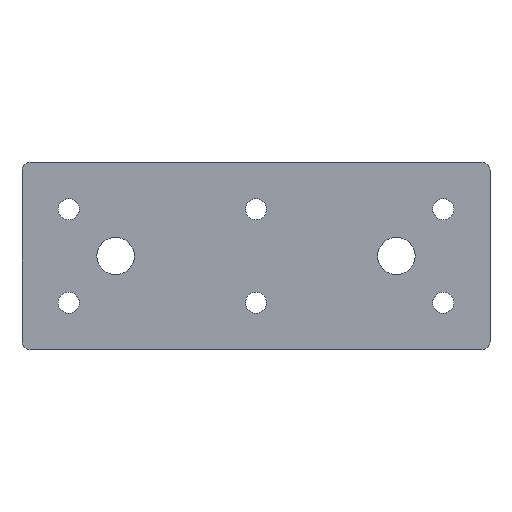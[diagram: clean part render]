
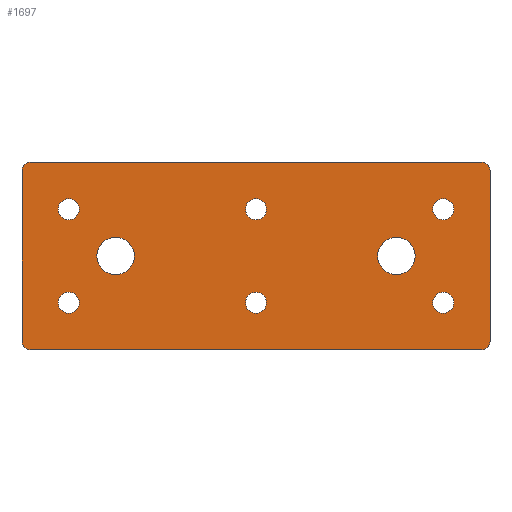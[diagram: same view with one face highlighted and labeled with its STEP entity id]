
A CAD part, top view. The second image highlights one B-rep face of the part: STEP entity #1697.
In plain terms, the highlighted planar face has unit normal (0, 0, 1).
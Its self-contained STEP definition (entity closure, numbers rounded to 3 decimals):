
#132=CARTESIAN_POINT('',(144.5,-20.,65.));
#133=VERTEX_POINT('',#132);
#149=CARTESIAN_POINT('',(135.5,-20.,65.));
#150=VERTEX_POINT('',#149);
#157=CARTESIAN_POINT('',(140.0,-20.0,65.));
#158=DIRECTION('',(0.0,0.0,-1.0));
#159=DIRECTION('',(1.0,0.0,0.0));
#160=AXIS2_PLACEMENT_3D('',#157,#158,#159);
#161=CIRCLE('',#160,4.5);
#162=EDGE_CURVE('',#133,#150,#161,.T.);
#216=CARTESIAN_POINT('',(144.5,20.,65.));
#217=VERTEX_POINT('',#216);
#233=CARTESIAN_POINT('',(135.5,20.,65.0));
#234=VERTEX_POINT('',#233);
#241=CARTESIAN_POINT('',(140.0,20.0,65.));
#242=DIRECTION('',(0.0,0.0,-1.0));
#243=DIRECTION('',(1.0,0.0,0.0));
#244=AXIS2_PLACEMENT_3D('',#241,#242,#243);
#245=CIRCLE('',#244,4.5);
#246=EDGE_CURVE('',#217,#234,#245,.T.);
#300=CARTESIAN_POINT('',(128.0,0.,65.));
#301=VERTEX_POINT('',#300);
#317=CARTESIAN_POINT('',(112.0,0.,65.));
#318=VERTEX_POINT('',#317);
#325=CARTESIAN_POINT('',(120.0,0.,65.));
#326=DIRECTION('',(0.0,0.0,-1.0));
#327=DIRECTION('',(1.0,0.0,0.0));
#328=AXIS2_PLACEMENT_3D('',#325,#326,#327);
#329=CIRCLE('',#328,8.0);
#330=EDGE_CURVE('',#301,#318,#329,.T.);
#363=CARTESIAN_POINT('',(-24.5,-20.,65.));
#364=VERTEX_POINT('',#363);
#380=CARTESIAN_POINT('',(-15.5,-20.,65.));
#381=VERTEX_POINT('',#380);
#388=CARTESIAN_POINT('',(-20.0,-20.0,65.));
#389=DIRECTION('',(0.0,0.0,1.0));
#390=DIRECTION('',(-1.0,0.0,0.0));
#391=AXIS2_PLACEMENT_3D('',#388,#389,#390);
#392=CIRCLE('',#391,4.5);
#393=EDGE_CURVE('',#381,#364,#392,.T.);
#489=CARTESIAN_POINT('',(-24.5,20.,65.));
#490=VERTEX_POINT('',#489);
#506=CARTESIAN_POINT('',(-15.5,20.,65.));
#507=VERTEX_POINT('',#506);
#514=CARTESIAN_POINT('',(-20.0,20.0,65.));
#515=DIRECTION('',(0.0,0.0,1.0));
#516=DIRECTION('',(-1.0,0.0,0.0));
#517=AXIS2_PLACEMENT_3D('',#514,#515,#516);
#518=CIRCLE('',#517,4.5);
#519=EDGE_CURVE('',#507,#490,#518,.T.);
#594=CARTESIAN_POINT('',(8.0,0.0,65.0));
#595=VERTEX_POINT('',#594);
#611=CARTESIAN_POINT('',(-8.0,0.,65.));
#612=VERTEX_POINT('',#611);
#619=CARTESIAN_POINT('',(0.0,0.0,65.));
#620=DIRECTION('',(0.0,0.0,-1.0));
#621=DIRECTION('',(1.0,0.0,0.0));
#622=AXIS2_PLACEMENT_3D('',#619,#620,#621);
#623=CIRCLE('',#622,8.0);
#624=EDGE_CURVE('',#595,#612,#623,.T.);
#636=CARTESIAN_POINT('',(64.5,20.0,65.));
#637=VERTEX_POINT('',#636);
#653=CARTESIAN_POINT('',(55.5,20.0,65.));
#654=VERTEX_POINT('',#653);
#661=CARTESIAN_POINT('',(60.0,20.0,65.));
#662=DIRECTION('',(0.0,0.0,-1.0));
#663=DIRECTION('',(1.0,0.0,0.0));
#664=AXIS2_PLACEMENT_3D('',#661,#662,#663);
#665=CIRCLE('',#664,4.5);
#666=EDGE_CURVE('',#637,#654,#665,.T.);
#720=CARTESIAN_POINT('',(64.5,-20.0,65.0));
#721=VERTEX_POINT('',#720);
#737=CARTESIAN_POINT('',(55.5,-20.0,65.));
#738=VERTEX_POINT('',#737);
#745=CARTESIAN_POINT('',(60.0,-20.0,65.));
#746=DIRECTION('',(0.0,0.0,-1.0));
#747=DIRECTION('',(1.0,0.0,0.0));
#748=AXIS2_PLACEMENT_3D('',#745,#746,#747);
#749=CIRCLE('',#748,4.5);
#750=EDGE_CURVE('',#721,#738,#749,.T.);
#847=CARTESIAN_POINT('',(60.0,-20.0,65.));
#848=DIRECTION('',(0.0,0.0,-1.0));
#849=DIRECTION('',(1.0,0.0,0.0));
#850=AXIS2_PLACEMENT_3D('',#847,#848,#849);
#851=CIRCLE('',#850,4.5);
#852=EDGE_CURVE('',#738,#721,#851,.T.);
#909=CARTESIAN_POINT('',(60.0,20.0,65.));
#910=DIRECTION('',(0.0,0.0,-1.0));
#911=DIRECTION('',(1.0,0.0,0.0));
#912=AXIS2_PLACEMENT_3D('',#909,#910,#911);
#913=CIRCLE('',#912,4.5);
#914=EDGE_CURVE('',#654,#637,#913,.T.);
#927=CARTESIAN_POINT('',(0.0,0.0,65.));
#928=DIRECTION('',(0.0,0.0,-1.0));
#929=DIRECTION('',(1.0,0.0,0.0));
#930=AXIS2_PLACEMENT_3D('',#927,#928,#929);
#931=CIRCLE('',#930,8.0);
#932=EDGE_CURVE('',#612,#595,#931,.T.);
#1145=CARTESIAN_POINT('',(-36.5,-40.0,65.));
#1146=VERTEX_POINT('',#1145);
#1153=CARTESIAN_POINT('',(-40.0,-36.5,65.));
#1154=VERTEX_POINT('',#1153);
#1155=CARTESIAN_POINT('',(-36.5,-36.5,65.));
#1156=DIRECTION('',(0.,0.,1.));
#1157=DIRECTION('',(-0.707,-0.707,0.));
#1158=AXIS2_PLACEMENT_3D('',#1155,#1156,#1157);
#1159=CIRCLE('',#1158,3.5);
#1160=EDGE_CURVE('',#1154,#1146,#1159,.T.);
#1178=CARTESIAN_POINT('',(-40.0,36.5,65.));
#1179=VERTEX_POINT('',#1178);
#1180=CARTESIAN_POINT('',(-40.0,-36.5,65.));
#1181=DIRECTION('',(0.0,1.0,0.0));
#1182=VECTOR('',#1181,73.0);
#1183=LINE('',#1180,#1182);
#1184=EDGE_CURVE('',#1154,#1179,#1183,.T.);
#1223=CARTESIAN_POINT('',(-36.5,40.0,65.));
#1224=VERTEX_POINT('',#1223);
#1225=CARTESIAN_POINT('',(-36.5,36.5,65.));
#1226=DIRECTION('',(0.,0.,1.));
#1227=DIRECTION('',(-0.707,0.707,0.));
#1228=AXIS2_PLACEMENT_3D('',#1225,#1226,#1227);
#1229=CIRCLE('',#1228,3.5);
#1230=EDGE_CURVE('',#1224,#1179,#1229,.T.);
#1333=CARTESIAN_POINT('',(-20.0,20.0,65.));
#1334=DIRECTION('',(0.0,0.0,1.0));
#1335=DIRECTION('',(-1.0,0.0,0.0));
#1336=AXIS2_PLACEMENT_3D('',#1333,#1334,#1335);
#1337=CIRCLE('',#1336,4.5);
#1338=EDGE_CURVE('',#490,#507,#1337,.T.);
#1437=CARTESIAN_POINT('',(-20.0,-20.0,65.));
#1438=DIRECTION('',(0.0,0.0,1.0));
#1439=DIRECTION('',(-1.0,0.0,0.0));
#1440=AXIS2_PLACEMENT_3D('',#1437,#1438,#1439);
#1441=CIRCLE('',#1440,4.5);
#1442=EDGE_CURVE('',#364,#381,#1441,.T.);
#1585=CARTESIAN_POINT('',(156.5,40.0,65.));
#1586=VERTEX_POINT('',#1585);
#1587=CARTESIAN_POINT('',(-36.5,40.0,65.));
#1588=DIRECTION('',(1.0,0.0,0.0));
#1589=VECTOR('',#1588,193.0);
#1590=LINE('',#1587,#1589);
#1591=EDGE_CURVE('',#1224,#1586,#1590,.T.);
#1604=CARTESIAN_POINT('',(120.0,0.0,65.));
#1605=DIRECTION('',(0.0,0.0,-1.0));
#1606=DIRECTION('',(-1.0,0.0,0.0));
#1607=AXIS2_PLACEMENT_3D('',#1604,#1605,#1606);
#1608=PLANE('',#1607);
#1609=CARTESIAN_POINT('',(156.5,-40.0,65.));
#1610=VERTEX_POINT('',#1609);
#1611=CARTESIAN_POINT('',(-36.5,-40.0,65.));
#1612=DIRECTION('',(1.0,0.0,0.0));
#1613=VECTOR('',#1612,193.0);
#1614=LINE('',#1611,#1613);
#1615=EDGE_CURVE('',#1146,#1610,#1614,.T.);
#1616=ORIENTED_EDGE('',*,*,#1615,.T.);
#1617=CARTESIAN_POINT('',(160.0,-36.5,65.));
#1618=VERTEX_POINT('',#1617);
#1619=CARTESIAN_POINT('',(156.5,-36.5,65.));
#1620=DIRECTION('',(0.,0.,-1.));
#1621=DIRECTION('',(0.707,-0.707,0.));
#1622=AXIS2_PLACEMENT_3D('',#1619,#1620,#1621);
#1623=CIRCLE('',#1622,3.5);
#1624=EDGE_CURVE('',#1618,#1610,#1623,.T.);
#1625=ORIENTED_EDGE('',*,*,#1624,.F.);
#1626=CARTESIAN_POINT('',(160.0,36.5,65.));
#1627=VERTEX_POINT('',#1626);
#1628=CARTESIAN_POINT('',(160.0,-36.5,65.));
#1629=DIRECTION('',(0.0,1.0,0.0));
#1630=VECTOR('',#1629,73.0);
#1631=LINE('',#1628,#1630);
#1632=EDGE_CURVE('',#1618,#1627,#1631,.T.);
#1633=ORIENTED_EDGE('',*,*,#1632,.T.);
#1634=CARTESIAN_POINT('',(156.5,36.5,65.));
#1635=DIRECTION('',(0.0,0.0,-1.));
#1636=DIRECTION('',(0.707,0.707,0.0));
#1637=AXIS2_PLACEMENT_3D('',#1634,#1635,#1636);
#1638=CIRCLE('',#1637,3.5);
#1639=EDGE_CURVE('',#1586,#1627,#1638,.T.);
#1640=ORIENTED_EDGE('',*,*,#1639,.F.);
#1641=ORIENTED_EDGE('',*,*,#1591,.F.);
#1642=ORIENTED_EDGE('',*,*,#1230,.T.);
#1643=ORIENTED_EDGE('',*,*,#1184,.F.);
#1644=ORIENTED_EDGE('',*,*,#1160,.T.);
#1645=EDGE_LOOP('',(#1616,#1625,#1633,#1640,#1641,#1642,#1643,#1644));
#1646=FACE_OUTER_BOUND('',#1645,.T.);
#1647=ORIENTED_EDGE('',*,*,#750,.T.);
#1648=ORIENTED_EDGE('',*,*,#852,.T.);
#1649=EDGE_LOOP('',(#1647,#1648));
#1650=FACE_BOUND('',#1649,.T.);
#1651=ORIENTED_EDGE('',*,*,#666,.T.);
#1652=ORIENTED_EDGE('',*,*,#914,.T.);
#1653=EDGE_LOOP('',(#1651,#1652));
#1654=FACE_BOUND('',#1653,.T.);
#1655=ORIENTED_EDGE('',*,*,#624,.T.);
#1656=ORIENTED_EDGE('',*,*,#932,.T.);
#1657=EDGE_LOOP('',(#1655,#1656));
#1658=FACE_BOUND('',#1657,.T.);
#1659=ORIENTED_EDGE('',*,*,#519,.F.);
#1660=ORIENTED_EDGE('',*,*,#1338,.F.);
#1661=EDGE_LOOP('',(#1659,#1660));
#1662=FACE_BOUND('',#1661,.T.);
#1663=ORIENTED_EDGE('',*,*,#393,.F.);
#1664=ORIENTED_EDGE('',*,*,#1442,.F.);
#1665=EDGE_LOOP('',(#1663,#1664));
#1666=FACE_BOUND('',#1665,.T.);
#1667=ORIENTED_EDGE('',*,*,#330,.T.);
#1668=CARTESIAN_POINT('',(120.0,0.,65.));
#1669=DIRECTION('',(0.0,0.0,-1.0));
#1670=DIRECTION('',(1.0,0.0,0.0));
#1671=AXIS2_PLACEMENT_3D('',#1668,#1669,#1670);
#1672=CIRCLE('',#1671,8.0);
#1673=EDGE_CURVE('',#318,#301,#1672,.T.);
#1674=ORIENTED_EDGE('',*,*,#1673,.T.);
#1675=EDGE_LOOP('',(#1667,#1674));
#1676=FACE_BOUND('',#1675,.T.);
#1677=CARTESIAN_POINT('',(140.0,20.0,65.));
#1678=DIRECTION('',(0.0,0.0,-1.0));
#1679=DIRECTION('',(1.0,0.0,0.0));
#1680=AXIS2_PLACEMENT_3D('',#1677,#1678,#1679);
#1681=CIRCLE('',#1680,4.5);
#1682=EDGE_CURVE('',#234,#217,#1681,.T.);
#1683=ORIENTED_EDGE('',*,*,#1682,.T.);
#1684=ORIENTED_EDGE('',*,*,#246,.T.);
#1685=EDGE_LOOP('',(#1683,#1684));
#1686=FACE_BOUND('',#1685,.T.);
#1687=CARTESIAN_POINT('',(140.0,-20.0,65.));
#1688=DIRECTION('',(0.0,0.0,-1.0));
#1689=DIRECTION('',(1.0,0.0,0.0));
#1690=AXIS2_PLACEMENT_3D('',#1687,#1688,#1689);
#1691=CIRCLE('',#1690,4.5);
#1692=EDGE_CURVE('',#150,#133,#1691,.T.);
#1693=ORIENTED_EDGE('',*,*,#1692,.T.);
#1694=ORIENTED_EDGE('',*,*,#162,.T.);
#1695=EDGE_LOOP('',(#1693,#1694));
#1696=FACE_BOUND('',#1695,.T.);
#1697=ADVANCED_FACE('',(#1646,#1650,#1654,#1658,#1662,#1666,#1676,#1686,#1696),#1608,.F.);
